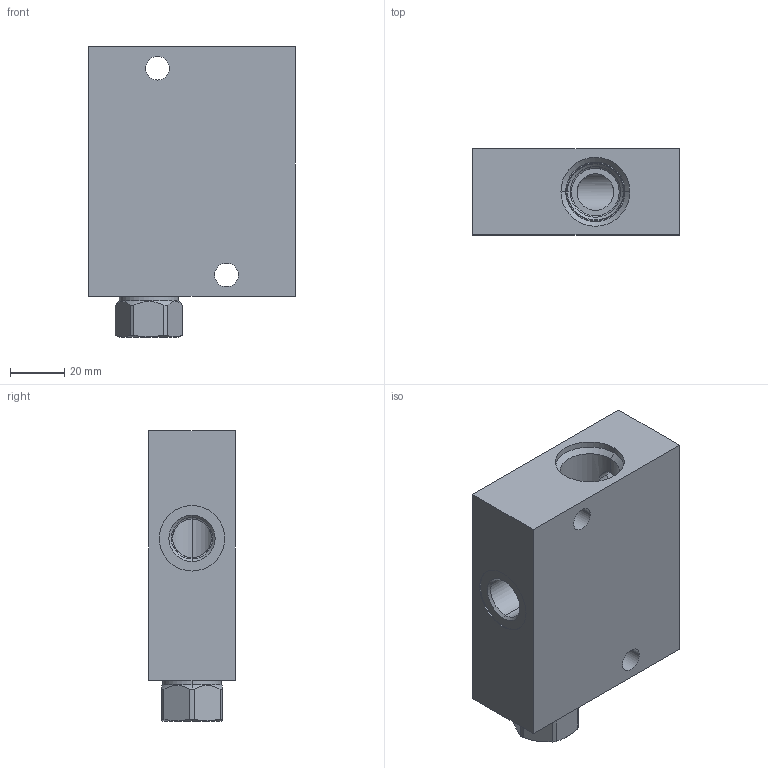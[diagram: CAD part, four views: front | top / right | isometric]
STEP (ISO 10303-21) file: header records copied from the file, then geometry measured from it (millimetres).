
FILE_DESCRIPTION((''),'2;1');
FILE_NAME('E4U_ASM','2023-11-30T',('ProEService'),(''),'PRO/ENGINEER BY PARAMETRIC TECHNOLOGY CORPORATION, 2014200','PRO/ENGINEER BY PARAMETRIC TECHNOLOGY CORPORATION, 2014200','');
FILE_SCHEMA(('CONFIG_CONTROL_DESIGN'));
Length unit declared in the file: inch
Products named in the file (3): 151-019-014; CXCDXCN; E4U_ASM
Assembly tree (2 placements, depth 2):
  E4U_ASM
    151-019-014
    CXCDXCN
Bounding box: 76.2 x 31.75 x 107.16 mm (x, y, z)
Volume: 184587.1 mm3; surface area: 41926.7 mm2
Topology: 4 solids, 4 shells, 257 faces, 813 edges, 661 vertices
Faces by surface type: cylinder 112, cone 58, plane 53, torus 22, revolution 8, sphere 4
Entity records: 10660 total; most frequent: CARTESIAN_POINT 3479, DIRECTION 1532, ORIENTED_EDGE 1210, EDGE_CURVE 605, AXIS2_PLACEMENT_3D 550, VECTOR 424, LINE 424, VERTEX_POINT 369
